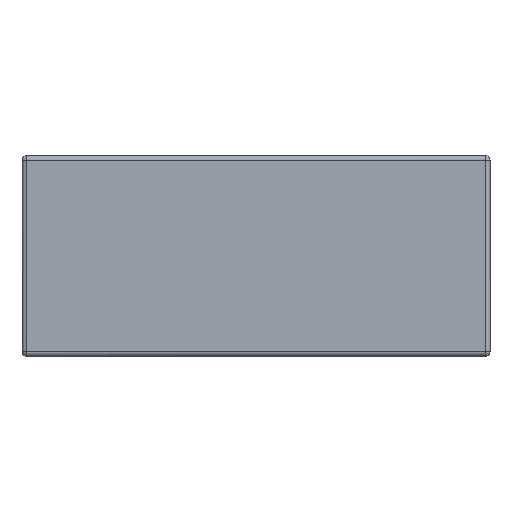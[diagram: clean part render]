
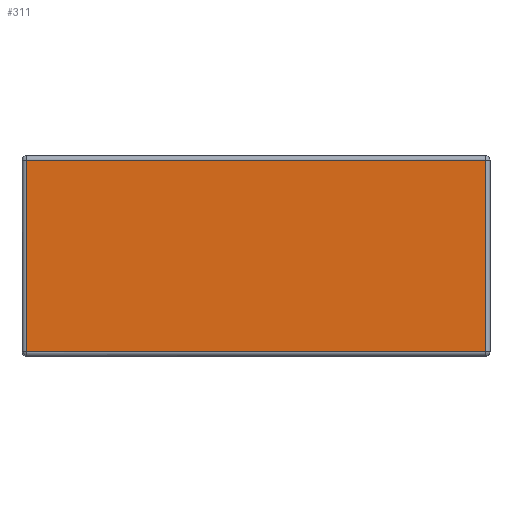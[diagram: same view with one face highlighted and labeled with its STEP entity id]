
A CAD part, top view. The second image highlights one B-rep face of the part: STEP entity #311.
In plain terms, the highlighted planar face has unit normal (0, 0, 1).
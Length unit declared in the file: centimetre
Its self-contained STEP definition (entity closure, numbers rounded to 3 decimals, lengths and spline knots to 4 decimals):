
#311=ADVANCED_FACE('',(#491),#2679,.T.);
#491=FACE_OUTER_BOUND('',#671,.T.);
#671=EDGE_LOOP('',(#972,#973,#974,#975));
#972=ORIENTED_EDGE('',*,*,#1674,.T.);
#973=ORIENTED_EDGE('',*,*,#1675,.T.);
#974=ORIENTED_EDGE('',*,*,#1676,.T.);
#975=ORIENTED_EDGE('',*,*,#1677,.T.);
#1674=EDGE_CURVE('',#2432,#2433,#2104,.T.);
#1675=EDGE_CURVE('',#2433,#2434,#2105,.T.);
#1676=EDGE_CURVE('',#2434,#2435,#2106,.T.);
#1677=EDGE_CURVE('',#2435,#2432,#2107,.T.);
#2104=B_SPLINE_CURVE_WITH_KNOTS('',1,(#3808,#3809),.UNSPECIFIED.,.F.,.F.,
(2,2),(20.,2114.),.UNSPECIFIED.);
#2105=B_SPLINE_CURVE_WITH_KNOTS('',1,(#3810,#3811),.UNSPECIFIED.,.F.,.F.,
(2,2),(20.,894.),.UNSPECIFIED.);
#2106=B_SPLINE_CURVE_WITH_KNOTS('',1,(#3812,#3813),.UNSPECIFIED.,.F.,.F.,
(2,2),(20.,2114.),.UNSPECIFIED.);
#2107=B_SPLINE_CURVE_WITH_KNOTS('',1,(#3814,#3815),.UNSPECIFIED.,.F.,.F.,
(2,2),(20.,894.),.UNSPECIFIED.);
#2432=VERTEX_POINT('',#3772);
#2433=VERTEX_POINT('',#3773);
#2434=VERTEX_POINT('',#3774);
#2435=VERTEX_POINT('',#3775);
#2679=PLANE('',#2864);
#2864=AXIS2_PLACEMENT_3D('',#3687,#3043,$);
#3043=DIRECTION('',(0.,0.,1.));
#3687=CARTESIAN_POINT('',(181.5427,71.1,89.4));
#3772=CARTESIAN_POINT('',(179.5427,69.1,89.4));
#3773=CARTESIAN_POINT('',(-29.8573,69.1,89.4));
#3774=CARTESIAN_POINT('',(-29.8573,-18.3,89.4));
#3775=CARTESIAN_POINT('',(179.5427,-18.3,89.4));
#3808=CARTESIAN_POINT('',(179.5427,69.1,89.4));
#3809=CARTESIAN_POINT('',(-29.8573,69.1,89.4));
#3810=CARTESIAN_POINT('',(-29.8573,69.1,89.4));
#3811=CARTESIAN_POINT('',(-29.8573,-18.3,89.4));
#3812=CARTESIAN_POINT('',(-29.8573,-18.3,89.4));
#3813=CARTESIAN_POINT('',(179.5427,-18.3,89.4));
#3814=CARTESIAN_POINT('',(179.5427,-18.3,89.4));
#3815=CARTESIAN_POINT('',(179.5427,69.1,89.4));
